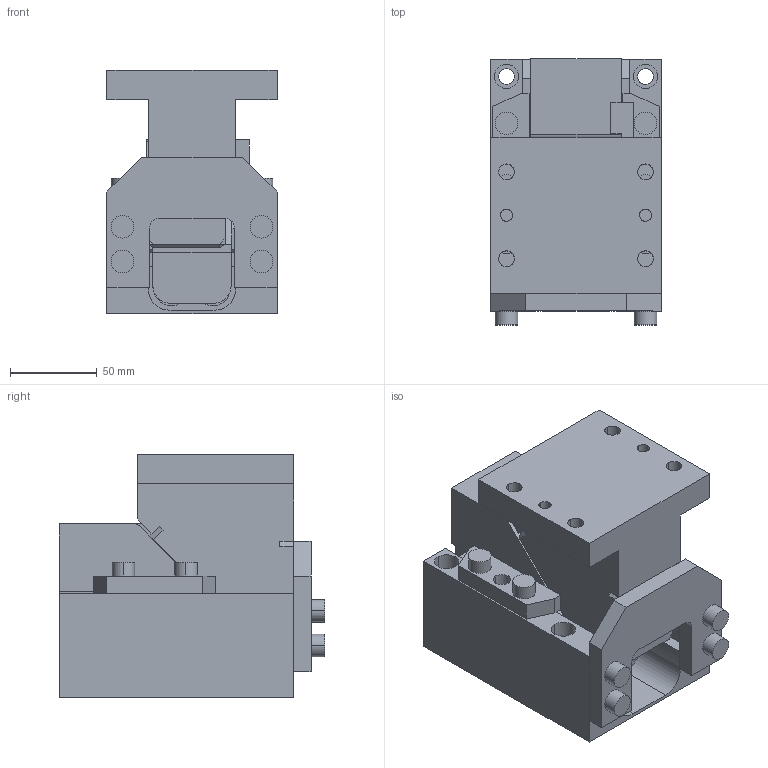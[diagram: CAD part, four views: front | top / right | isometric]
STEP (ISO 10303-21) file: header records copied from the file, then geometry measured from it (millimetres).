
FILE_DESCRIPTION(('CATIA V5 STEP Exchange'),'2;1');
FILE_NAME('CDCA_52_00_40.stp','2016-04-25T14:43:26+00:00',('none'),('none'),'CATIA Version 5 Release 20 GA (IN-10)','CATIA V5 STEP AP203','none');
FILE_SCHEMA(('CONFIG_CONTROL_DESIGN'));
Length unit declared in the file: millimetre
Products named in the file (1): CDCA_52_00_40
Bounding box: 98 x 153.01 x 140 mm (x, y, z)
Volume: 1220030.1 mm3; surface area: 182511.6 mm2
Topology: 3 solids, 3 shells, 243 faces, 659 edges, 436 vertices
Faces by surface type: plane 171, cylinder 72
Entity records: 7879 total; most frequent: CARTESIAN_POINT 1966, ORIENTED_EDGE 1318, DIRECTION 986, EDGE_CURVE 659, VECTOR 498, LINE 498, VERTEX_POINT 436, AXIS2_PLACEMENT_3D 300
